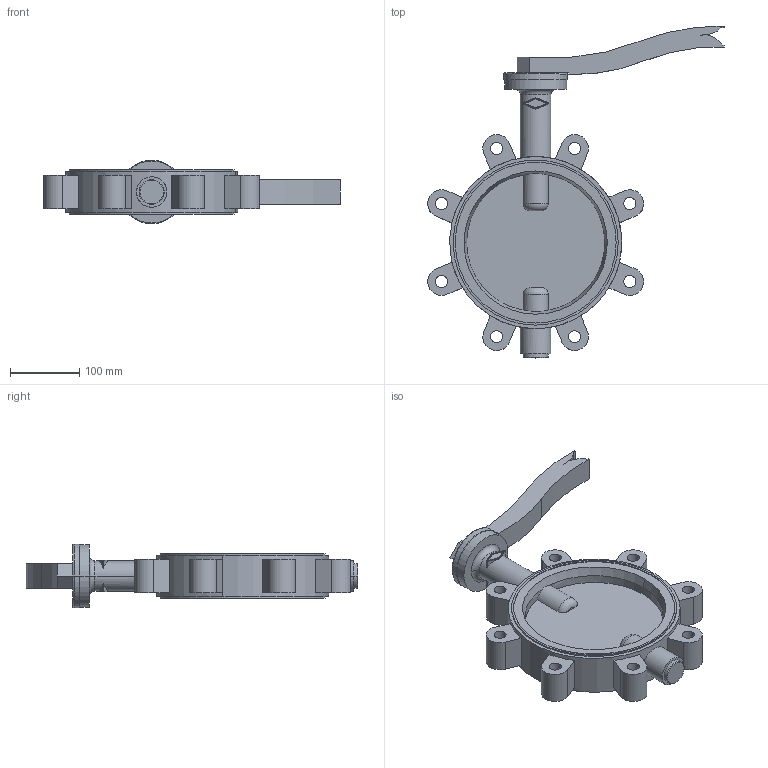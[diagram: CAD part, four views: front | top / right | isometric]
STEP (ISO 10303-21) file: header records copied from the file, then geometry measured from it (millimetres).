
FILE_DESCRIPTION(('OneSpaceDesigner STEP Export'),'2;1');
FILE_NAME('c000000920.stp','2008-01-09T11:30:11',(''),(''),'OneSpace Designer STEP processor for AP214 (Solid Model)','OneSpace Modeling 15.00A 14-Mar-2007 (C) CoCreate Software GmbH','');
FILE_SCHEMA(('AUTOMOTIVE_DESIGN { 1 0 10303 214 1 1 1 1 }'));
Length unit declared in the file: millimetre
Products named in the file (2): 1; 2
Bounding box: 429.25 x 480.5 x 92 mm (x, y, z)
Volume: 2630292.4 mm3; surface area: 325546 mm2
Topology: 2 solids, 2 shells, 179 faces, 448 edges, 297 vertices
Faces by surface type: plane 95, cylinder 70, torus 10, cone 4
Entity records: 7280 total; most frequent: CARTESIAN_POINT 1682, ORIENTED_EDGE 896, DIRECTION 795, EDGE_CURVE 448, VERTEX_POINT 297, AXIS2_PLACEMENT_3D 280, VECTOR 235, LINE 235
